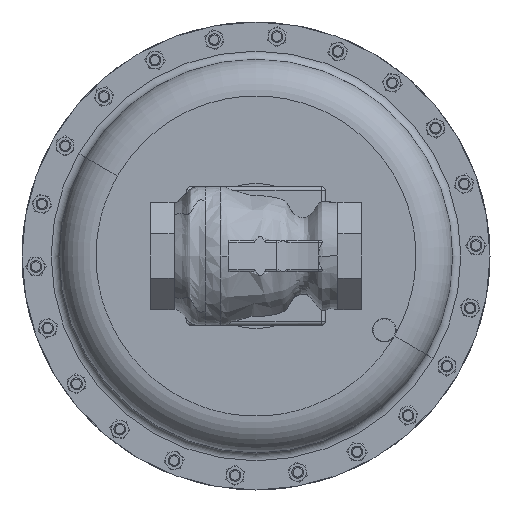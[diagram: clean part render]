
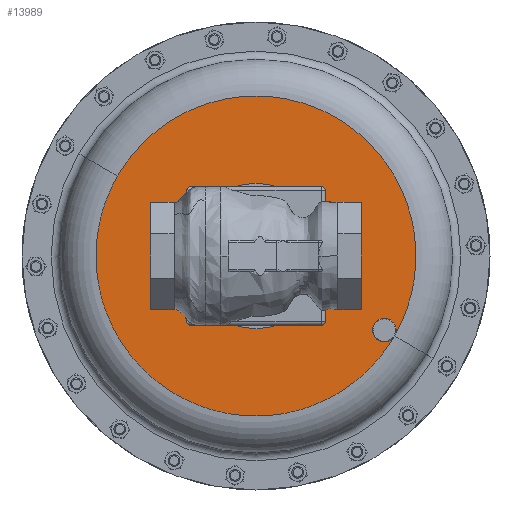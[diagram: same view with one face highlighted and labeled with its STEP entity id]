
A CAD part, front view. The second image highlights one B-rep face of the part: STEP entity #13989.
In plain terms, the highlighted planar face has unit normal (0, -1, 0).
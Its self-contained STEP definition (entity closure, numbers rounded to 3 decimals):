
#1358 = DIRECTION ( 'NONE',  ( 0.866, 0., -0.5 ) ) ;
#1766 = VERTEX_POINT ( 'NONE', #38817 ) ;
#1938 = DIRECTION ( 'NONE',  ( 0., 0., -1. ) ) ;
#3794 = DIRECTION ( 'NONE',  ( -0.866, 0., 0.5 ) ) ;
#6755 = VERTEX_POINT ( 'NONE', #30096 ) ;
#7894 = CARTESIAN_POINT ( 'NONE',  ( 5.999, 12.729, 2.945 ) ) ;
#8343 = EDGE_CURVE ( 'NONE', #28514, #6755, #26687, .T. ) ;
#8689 = EDGE_LOOP ( 'NONE', ( #26191, #24701, #46750, #47721 ) ) ;
#11154 = EDGE_LOOP ( 'NONE', ( #29254, #31859 ) ) ;
#11951 = DIRECTION ( 'NONE',  ( 0.866, 0., -0.5 ) ) ;
#11959 = EDGE_CURVE ( 'NONE', #1766, #16091, #27327, .T. ) ;
#13023 = DIRECTION ( 'NONE',  ( 0., 1., 0. ) ) ;
#13989 = ADVANCED_FACE ( 'NONE', ( #17077, #49414 ), #48186, .T. ) ;
#14870 = DIRECTION ( 'NONE',  ( 0., -1., 0. ) ) ;
#16091 = VERTEX_POINT ( 'NONE', #34765 ) ;
#17077 = FACE_BOUND ( 'NONE', #11154, .T. ) ;
#17589 = CIRCLE ( 'NONE', #46433, 5.125 ) ;
#18153 = CARTESIAN_POINT ( 'NONE',  ( 1.885, 12.729, 5.32 ) ) ;
#19202 = AXIS2_PLACEMENT_3D ( 'NONE', #7894, #36207, #11951 ) ;
#20938 = AXIS2_PLACEMENT_3D ( 'NONE', #37263, #13023, #41331 ) ;
#22220 = DIRECTION ( 'NONE',  ( 0.866, 0., -0.5 ) ) ;
#22475 = CARTESIAN_POINT ( 'NONE',  ( 1.885, 12.729, 2.995 ) ) ;
#23949 = CARTESIAN_POINT ( 'NONE',  ( -0.678, 12.729, 0.882 ) ) ;
#24701 = ORIENTED_EDGE ( 'NONE', *, *, #52444, .T. ) ;
#24972 = AXIS2_PLACEMENT_3D ( 'NONE', #49853, #25587, #1358 ) ;
#25185 = CIRCLE ( 'NONE', #38720, 2.325 ) ;
#25587 = DIRECTION ( 'NONE',  ( 0., 1., 0. ) ) ;
#25606 = AXIS2_PLACEMENT_3D ( 'NONE', #39116, #14870, #43186 ) ;
#26150 = DIRECTION ( 'NONE',  ( 0., -1., 0. ) ) ;
#26191 = ORIENTED_EDGE ( 'NONE', *, *, #30430, .F. ) ;
#26687 = CIRCLE ( 'NONE', #25606, 2.325 ) ;
#27327 = CIRCLE ( 'NONE', #20938, 5.125 ) ;
#27993 = DIRECTION ( 'NONE',  ( 0., -1., 0. ) ) ;
#28514 = VERTEX_POINT ( 'NONE', #22475 ) ;
#28595 = CARTESIAN_POINT ( 'NONE',  ( 5.674, 12.729, 3.133 ) ) ;
#29254 = ORIENTED_EDGE ( 'NONE', *, *, #8343, .F. ) ;
#30096 = CARTESIAN_POINT ( 'NONE',  ( 1.885, 12.729, 7.645 ) ) ;
#30430 = EDGE_CURVE ( 'NONE', #16091, #1766, #17589, .T. ) ;
#31859 = ORIENTED_EDGE ( 'NONE', *, *, #34525, .F. ) ;
#34525 = EDGE_CURVE ( 'NONE', #6755, #28514, #25185, .T. ) ;
#34765 = CARTESIAN_POINT ( 'NONE',  ( 6.323, 12.729, 2.758 ) ) ;
#36207 = DIRECTION ( 'NONE',  ( 0., 1., 0. ) ) ;
#37263 = CARTESIAN_POINT ( 'NONE',  ( 1.885, 12.729, 5.32 ) ) ;
#38720 = AXIS2_PLACEMENT_3D ( 'NONE', #50426, #26150, #1938 ) ;
#38817 = CARTESIAN_POINT ( 'NONE',  ( -2.553, 12.729, 7.883 ) ) ;
#39116 = CARTESIAN_POINT ( 'NONE',  ( 1.885, 12.729, 5.32 ) ) ;
#39964 = CIRCLE ( 'NONE', #19202, 0.375 ) ;
#41331 = DIRECTION ( 'NONE',  ( 0.866, 0., -0.5 ) ) ;
#43186 = DIRECTION ( 'NONE',  ( 0., 0., -1. ) ) ;
#44172 = VERTEX_POINT ( 'NONE', #28595 ) ;
#44507 = CIRCLE ( 'NONE', #24972, 0.375 ) ;
#44972 = AXIS2_PLACEMENT_3D ( 'NONE', #23949, #27993, #3794 ) ;
#46433 = AXIS2_PLACEMENT_3D ( 'NONE', #18153, #46464, #22220 ) ;
#46464 = DIRECTION ( 'NONE',  ( 0., 1., 0. ) ) ;
#46750 = ORIENTED_EDGE ( 'NONE', *, *, #50914, .T. ) ;
#47721 = ORIENTED_EDGE ( 'NONE', *, *, #11959, .F. ) ;
#48186 = PLANE ( 'NONE',  #44972 ) ;
#49414 = FACE_OUTER_BOUND ( 'NONE', #8689, .T. ) ;
#49853 = CARTESIAN_POINT ( 'NONE',  ( 5.999, 12.729, 2.945 ) ) ;
#50426 = CARTESIAN_POINT ( 'NONE',  ( 1.885, 12.729, 5.32 ) ) ;
#50914 = EDGE_CURVE ( 'NONE', #44172, #16091, #44507, .T. ) ;
#52444 = EDGE_CURVE ( 'NONE', #16091, #44172, #39964, .T. ) ;
